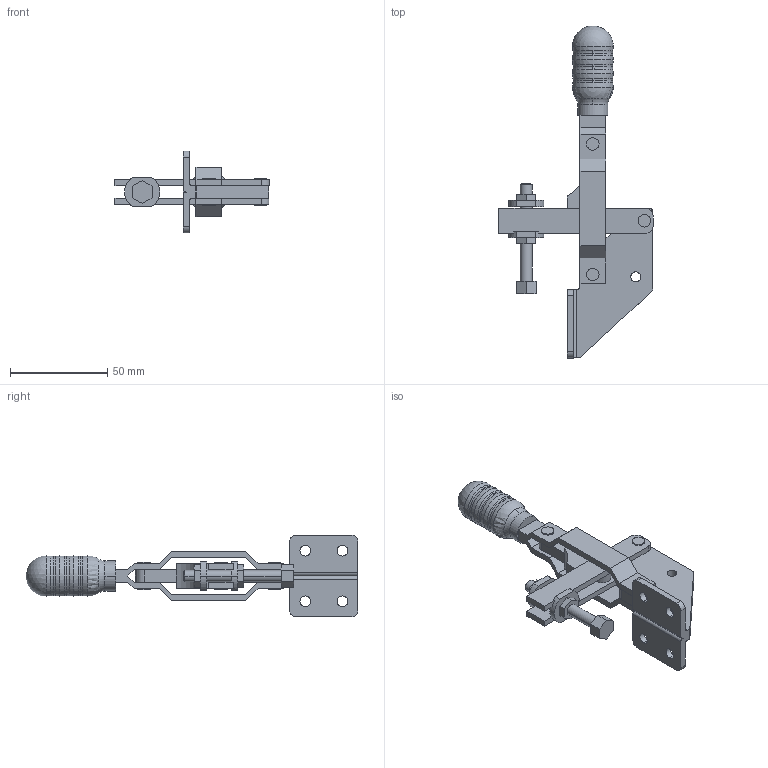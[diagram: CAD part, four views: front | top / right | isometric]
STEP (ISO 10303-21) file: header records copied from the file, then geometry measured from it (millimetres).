
FILE_DESCRIPTION( ( '' ), '1' );
FILE_NAME( 'K0062.0200 (GESCHLOSSEN).stp', '2012-10-29T15:53:51', ( '' ), ( '' ), ' ', ' ', ' ' );
FILE_SCHEMA( ( 'CONFIG_CONTROL_DESIGN' ) );
Length unit declared in the file: millimetre
Products named in the file (1): 1
Bounding box: 79.1 x 170.32 x 42 mm (x, y, z)
Volume: 51012.3 mm3; surface area: 24557.9 mm2
Topology: 1 solids, 1 shells, 205 faces, 589 edges, 383 vertices
Faces by surface type: plane 118, cylinder 63, torus 14, sphere 8, cone 2
Entity records: 6738 total; most frequent: DIRECTION 1184, CARTESIAN_POINT 1168, ORIENTED_EDGE 1146, EDGE_CURVE 573, AXIS2_PLACEMENT_3D 407, VERTEX_POINT 383, LINE 370, VECTOR 370
